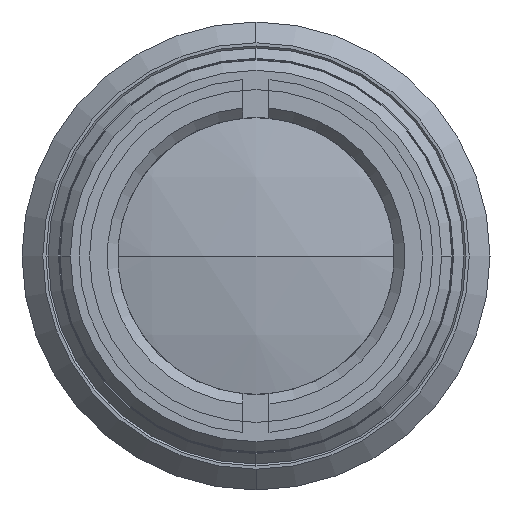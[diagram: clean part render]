
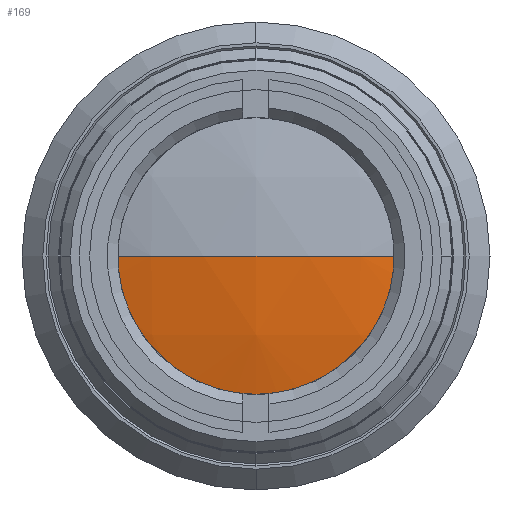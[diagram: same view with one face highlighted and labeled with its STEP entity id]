
A CAD part, left-side view. The second image highlights one B-rep face of the part: STEP entity #169.
In plain terms, the highlighted spherical face has radius 57.68 mm.
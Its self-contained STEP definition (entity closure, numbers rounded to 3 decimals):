
#54 = EDGE_CURVE ( 'NONE', #3563, #1319, #1658, .T. ) ;
#131 = EDGE_CURVE ( 'NONE', #1687, #1319, #3178, .T. ) ;
#169 = ADVANCED_FACE ( 'NONE', ( #984 ), #2321, .T. ) ;
#747 = DIRECTION ( 'NONE',  ( 0., 0., 1. ) ) ;
#844 = DIRECTION ( 'NONE',  ( -1., 0., 0. ) ) ;
#877 = DIRECTION ( 'NONE',  ( 0., 0., -1. ) ) ;
#984 = FACE_OUTER_BOUND ( 'NONE', #1955, .T. ) ;
#1142 = CARTESIAN_POINT ( 'NONE',  ( -51.955, -15., 0. ) ) ;
#1207 = CARTESIAN_POINT ( 'NONE',  ( 3.74, 0., 0. ) ) ;
#1319 = VERTEX_POINT ( 'NONE', #3716 ) ;
#1565 = CARTESIAN_POINT ( 'NONE',  ( 3.74, 0., 0. ) ) ;
#1604 = ORIENTED_EDGE ( 'NONE', *, *, #131, .T. ) ;
#1605 = AXIS2_PLACEMENT_3D ( 'NONE', #2126, #844, #3453 ) ;
#1658 = CIRCLE ( 'NONE', #1859, 57.68 ) ;
#1669 = EDGE_CURVE ( 'NONE', #3563, #1687, #2151, .T. ) ;
#1687 = VERTEX_POINT ( 'NONE', #1142 ) ;
#1859 = AXIS2_PLACEMENT_3D ( 'NONE', #3813, #747, #3162 ) ;
#1955 = EDGE_LOOP ( 'NONE', ( #2738, #1604, #2314 ) ) ;
#2126 = CARTESIAN_POINT ( 'NONE',  ( -51.955, 0., 0. ) ) ;
#2151 = CIRCLE ( 'NONE', #1605, 15. ) ;
#2216 = AXIS2_PLACEMENT_3D ( 'NONE', #1207, #877, #3233 ) ;
#2314 = ORIENTED_EDGE ( 'NONE', *, *, #54, .F. ) ;
#2321 = SPHERICAL_SURFACE ( 'NONE', #3381, 57.68 ) ;
#2522 = DIRECTION ( 'NONE',  ( 0., 0., -1. ) ) ;
#2738 = ORIENTED_EDGE ( 'NONE', *, *, #1669, .T. ) ;
#2883 = DIRECTION ( 'NONE',  ( 0., 1., 0. ) ) ;
#3086 = CARTESIAN_POINT ( 'NONE',  ( -51.955, 15., 0. ) ) ;
#3162 = DIRECTION ( 'NONE',  ( 1., 0., 0. ) ) ;
#3178 = CIRCLE ( 'NONE', #2216, 57.68 ) ;
#3233 = DIRECTION ( 'NONE',  ( -1., 0., 0. ) ) ;
#3381 = AXIS2_PLACEMENT_3D ( 'NONE', #1565, #2522, #2883 ) ;
#3453 = DIRECTION ( 'NONE',  ( 0., 0., 1. ) ) ;
#3563 = VERTEX_POINT ( 'NONE', #3086 ) ;
#3716 = CARTESIAN_POINT ( 'NONE',  ( -53.94, 0., 0. ) ) ;
#3813 = CARTESIAN_POINT ( 'NONE',  ( 3.74, 0., 0. ) ) ;
